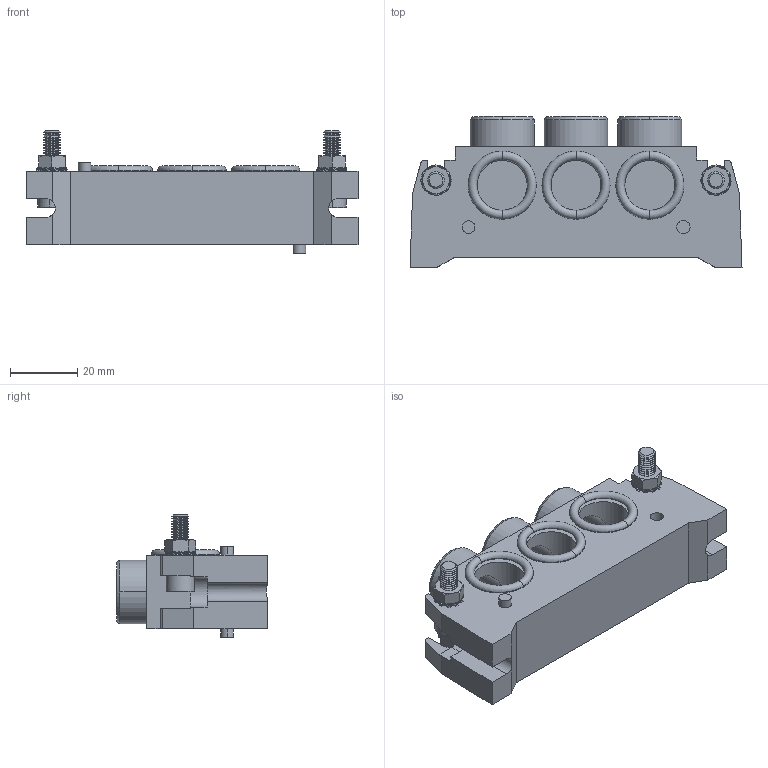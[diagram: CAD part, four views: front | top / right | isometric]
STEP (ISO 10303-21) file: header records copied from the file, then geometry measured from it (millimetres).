
FILE_DESCRIPTION (( 'STEP AP214' ), '1' );
FILE_NAME ('00_073_2.STEP', '2016-01-18T13:53:03', ( '' ), ( '' ), 'SwSTEP 2.0', 'SolidWorks 2016', '' );
FILE_SCHEMA (( 'AUTOMOTIVE_DESIGN' ));
Length unit declared in the file: millimetre
Products named in the file (1): 00_073_2
Bounding box: 99 x 45 x 36.5 mm (x, y, z)
Volume: 57821.5 mm3; surface area: 21223 mm2
Topology: 1 solids, 1 shells, 2004 faces, 5996 edges, 3951 vertices
Faces by surface type: cylinder 1596, plane 198, cone 184, torus 26
Entity records: 78063 total; most frequent: CARTESIAN_POINT 28846, ORIENTED_EDGE 11984, DIRECTION 6013, EDGE_CURVE 5992, VERTEX_POINT 3951, B_SPLINE_CURVE_WITH_KNOTS 3335, AXIS2_PLACEMENT_3D 2666, EDGE_LOOP 2057
